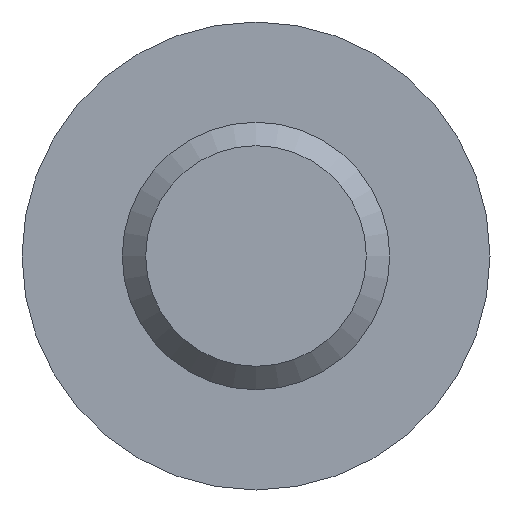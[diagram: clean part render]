
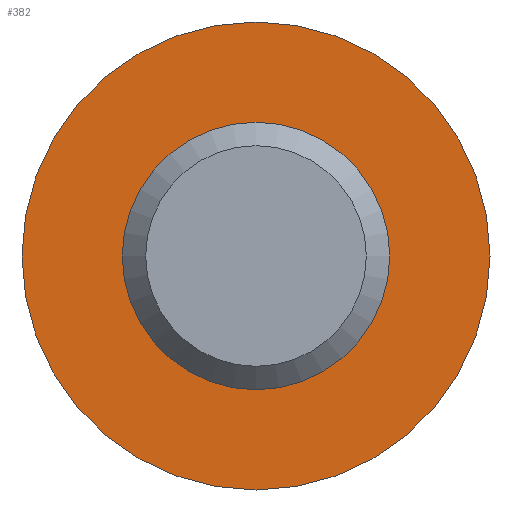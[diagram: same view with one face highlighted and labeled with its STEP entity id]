
A CAD part, front view. The second image highlights one B-rep face of the part: STEP entity #382.
In plain terms, the highlighted planar face has unit normal (0, -1, 0).
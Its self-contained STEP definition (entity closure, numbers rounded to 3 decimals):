
#14 = AXIS2_PLACEMENT_3D ( 'NONE', #69, #364, #459 ) ;
#32 = DIRECTION ( 'NONE',  ( 0., 0., 1. ) ) ;
#47 = DIRECTION ( 'NONE',  ( 0., 0., -1. ) ) ;
#69 = CARTESIAN_POINT ( 'NONE',  ( 0., 18., 0. ) ) ;
#73 = FACE_OUTER_BOUND ( 'NONE', #272, .T. ) ;
#90 = CARTESIAN_POINT ( 'NONE',  ( 0., 18., 0. ) ) ;
#92 = EDGE_CURVE ( 'NONE', #222, #222, #525, .T. ) ;
#104 = ORIENTED_EDGE ( 'NONE', *, *, #92, .T. ) ;
#125 = FACE_BOUND ( 'NONE', #198, .T. ) ;
#134 = CARTESIAN_POINT ( 'NONE',  ( 0., 18., -2. ) ) ;
#198 = EDGE_LOOP ( 'NONE', ( #443 ) ) ;
#206 = CARTESIAN_POINT ( 'NONE',  ( -2., 18., 0. ) ) ;
#222 = VERTEX_POINT ( 'NONE', #388 ) ;
#235 = AXIS2_PLACEMENT_3D ( 'NONE', #90, #424, #47 ) ;
#272 = EDGE_LOOP ( 'NONE', ( #104 ) ) ;
#315 = EDGE_CURVE ( 'NONE', #500, #500, #397, .T. ) ;
#364 = DIRECTION ( 'NONE',  ( 0., -1., 0. ) ) ;
#382 = ADVANCED_FACE ( 'NONE', ( #125, #73 ), #411, .F. ) ;
#388 = CARTESIAN_POINT ( 'NONE',  ( 0., 18., -3.5 ) ) ;
#397 = CIRCLE ( 'NONE', #14, 2. ) ;
#411 = PLANE ( 'NONE',  #538 ) ;
#414 = DIRECTION ( 'NONE',  ( 0., 1., 0. ) ) ;
#424 = DIRECTION ( 'NONE',  ( 0., -1., 0. ) ) ;
#443 = ORIENTED_EDGE ( 'NONE', *, *, #315, .F. ) ;
#459 = DIRECTION ( 'NONE',  ( 0., 0., -1. ) ) ;
#500 = VERTEX_POINT ( 'NONE', #134 ) ;
#525 = CIRCLE ( 'NONE', #235, 3.5 ) ;
#538 = AXIS2_PLACEMENT_3D ( 'NONE', #206, #414, #32 ) ;
